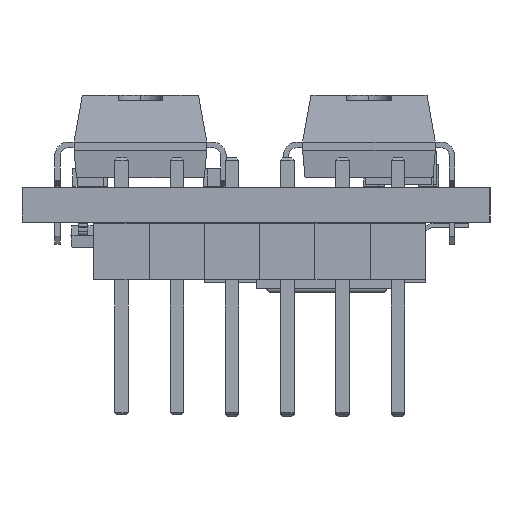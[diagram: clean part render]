
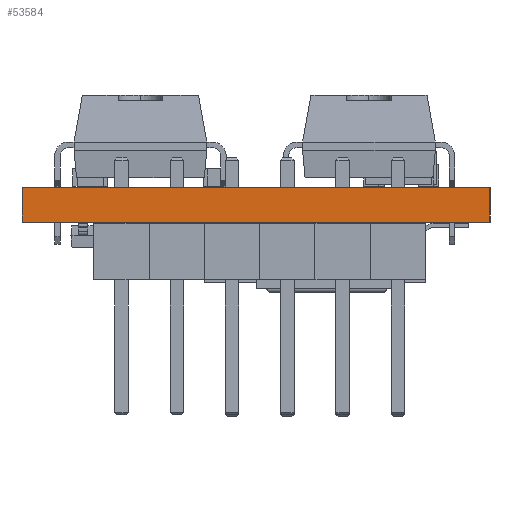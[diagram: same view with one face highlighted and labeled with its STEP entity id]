
A CAD part, left-side view. The second image highlights one B-rep face of the part: STEP entity #53584.
In plain terms, the highlighted planar face has unit normal (-1, 0, 0).
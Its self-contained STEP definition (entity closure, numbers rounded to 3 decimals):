
#53584 = ADVANCED_FACE('',(#53585),#53599,.F.);
#53585 = FACE_BOUND('',#53586,.F.);
#53586 = EDGE_LOOP('',(#53587,#53622,#53650,#53678));
#53587 = ORIENTED_EDGE('',*,*,#53588,.T.);
#53588 = EDGE_CURVE('',#53589,#53591,#53593,.T.);
#53589 = VERTEX_POINT('',#53590);
#53590 = CARTESIAN_POINT('',(149.5,-53.75,0.));
#53591 = VERTEX_POINT('',#53592);
#53592 = CARTESIAN_POINT('',(149.5,-53.75,1.6));
#53593 = SURFACE_CURVE('',#53594,(#53598,#53610),.PCURVE_S1.);
#53594 = LINE('',#53595,#53596);
#53595 = CARTESIAN_POINT('',(149.5,-53.75,0.));
#53596 = VECTOR('',#53597,1.);
#53597 = DIRECTION('',(0.,0.,1.));
#53598 = PCURVE('',#53599,#53604);
#53599 = PLANE('',#53600);
#53600 = AXIS2_PLACEMENT_3D('',#53601,#53602,#53603);
#53601 = CARTESIAN_POINT('',(149.5,-53.75,0.));
#53602 = DIRECTION('',(1.,0.,0.));
#53603 = DIRECTION('',(0.,-1.,0.));
#53604 = DEFINITIONAL_REPRESENTATION('',(#53605),#53609);
#53605 = LINE('',#53606,#53607);
#53606 = CARTESIAN_POINT('',(0.,0.));
#53607 = VECTOR('',#53608,1.);
#53608 = DIRECTION('',(0.,-1.));
#53609 = ( GEOMETRIC_REPRESENTATION_CONTEXT(2) 
PARAMETRIC_REPRESENTATION_CONTEXT() REPRESENTATION_CONTEXT('2D SPACE',''
  ) );
#53610 = PCURVE('',#53611,#53616);
#53611 = PLANE('',#53612);
#53612 = AXIS2_PLACEMENT_3D('',#53613,#53614,#53615);
#53613 = CARTESIAN_POINT('',(175.,-53.75,0.));
#53614 = DIRECTION('',(0.,-1.,0.));
#53615 = DIRECTION('',(-1.,0.,0.));
#53616 = DEFINITIONAL_REPRESENTATION('',(#53617),#53621);
#53617 = LINE('',#53618,#53619);
#53618 = CARTESIAN_POINT('',(25.5,0.));
#53619 = VECTOR('',#53620,1.);
#53620 = DIRECTION('',(0.,-1.));
#53621 = ( GEOMETRIC_REPRESENTATION_CONTEXT(2) 
PARAMETRIC_REPRESENTATION_CONTEXT() REPRESENTATION_CONTEXT('2D SPACE',''
  ) );
#53622 = ORIENTED_EDGE('',*,*,#53623,.T.);
#53623 = EDGE_CURVE('',#53591,#53624,#53626,.T.);
#53624 = VERTEX_POINT('',#53625);
#53625 = CARTESIAN_POINT('',(149.5,-75.25,1.6));
#53626 = SURFACE_CURVE('',#53627,(#53631,#53638),.PCURVE_S1.);
#53627 = LINE('',#53628,#53629);
#53628 = CARTESIAN_POINT('',(149.5,-53.75,1.6));
#53629 = VECTOR('',#53630,1.);
#53630 = DIRECTION('',(0.,-1.,0.));
#53631 = PCURVE('',#53599,#53632);
#53632 = DEFINITIONAL_REPRESENTATION('',(#53633),#53637);
#53633 = LINE('',#53634,#53635);
#53634 = CARTESIAN_POINT('',(0.,-1.6));
#53635 = VECTOR('',#53636,1.);
#53636 = DIRECTION('',(1.,0.));
#53637 = ( GEOMETRIC_REPRESENTATION_CONTEXT(2) 
PARAMETRIC_REPRESENTATION_CONTEXT() REPRESENTATION_CONTEXT('2D SPACE',''
  ) );
#53638 = PCURVE('',#53639,#53644);
#53639 = PLANE('',#53640);
#53640 = AXIS2_PLACEMENT_3D('',#53641,#53642,#53643);
#53641 = CARTESIAN_POINT('',(162.25,-64.5,1.6));
#53642 = DIRECTION('',(0.,0.,1.));
#53643 = DIRECTION('',(1.,0.,0.));
#53644 = DEFINITIONAL_REPRESENTATION('',(#53645),#53649);
#53645 = LINE('',#53646,#53647);
#53646 = CARTESIAN_POINT('',(-12.75,10.75));
#53647 = VECTOR('',#53648,1.);
#53648 = DIRECTION('',(0.,-1.));
#53649 = ( GEOMETRIC_REPRESENTATION_CONTEXT(2) 
PARAMETRIC_REPRESENTATION_CONTEXT() REPRESENTATION_CONTEXT('2D SPACE',''
  ) );
#53650 = ORIENTED_EDGE('',*,*,#53651,.F.);
#53651 = EDGE_CURVE('',#53652,#53624,#53654,.T.);
#53652 = VERTEX_POINT('',#53653);
#53653 = CARTESIAN_POINT('',(149.5,-75.25,0.));
#53654 = SURFACE_CURVE('',#53655,(#53659,#53666),.PCURVE_S1.);
#53655 = LINE('',#53656,#53657);
#53656 = CARTESIAN_POINT('',(149.5,-75.25,0.));
#53657 = VECTOR('',#53658,1.);
#53658 = DIRECTION('',(0.,0.,1.));
#53659 = PCURVE('',#53599,#53660);
#53660 = DEFINITIONAL_REPRESENTATION('',(#53661),#53665);
#53661 = LINE('',#53662,#53663);
#53662 = CARTESIAN_POINT('',(21.5,0.));
#53663 = VECTOR('',#53664,1.);
#53664 = DIRECTION('',(0.,-1.));
#53665 = ( GEOMETRIC_REPRESENTATION_CONTEXT(2) 
PARAMETRIC_REPRESENTATION_CONTEXT() REPRESENTATION_CONTEXT('2D SPACE',''
  ) );
#53666 = PCURVE('',#53667,#53672);
#53667 = PLANE('',#53668);
#53668 = AXIS2_PLACEMENT_3D('',#53669,#53670,#53671);
#53669 = CARTESIAN_POINT('',(149.5,-75.25,0.));
#53670 = DIRECTION('',(0.,1.,0.));
#53671 = DIRECTION('',(1.,0.,0.));
#53672 = DEFINITIONAL_REPRESENTATION('',(#53673),#53677);
#53673 = LINE('',#53674,#53675);
#53674 = CARTESIAN_POINT('',(0.,0.));
#53675 = VECTOR('',#53676,1.);
#53676 = DIRECTION('',(0.,-1.));
#53677 = ( GEOMETRIC_REPRESENTATION_CONTEXT(2) 
PARAMETRIC_REPRESENTATION_CONTEXT() REPRESENTATION_CONTEXT('2D SPACE',''
  ) );
#53678 = ORIENTED_EDGE('',*,*,#53679,.F.);
#53679 = EDGE_CURVE('',#53589,#53652,#53680,.T.);
#53680 = SURFACE_CURVE('',#53681,(#53685,#53692),.PCURVE_S1.);
#53681 = LINE('',#53682,#53683);
#53682 = CARTESIAN_POINT('',(149.5,-53.75,0.));
#53683 = VECTOR('',#53684,1.);
#53684 = DIRECTION('',(0.,-1.,0.));
#53685 = PCURVE('',#53599,#53686);
#53686 = DEFINITIONAL_REPRESENTATION('',(#53687),#53691);
#53687 = LINE('',#53688,#53689);
#53688 = CARTESIAN_POINT('',(0.,0.));
#53689 = VECTOR('',#53690,1.);
#53690 = DIRECTION('',(1.,0.));
#53691 = ( GEOMETRIC_REPRESENTATION_CONTEXT(2) 
PARAMETRIC_REPRESENTATION_CONTEXT() REPRESENTATION_CONTEXT('2D SPACE',''
  ) );
#53692 = PCURVE('',#53693,#53698);
#53693 = PLANE('',#53694);
#53694 = AXIS2_PLACEMENT_3D('',#53695,#53696,#53697);
#53695 = CARTESIAN_POINT('',(162.25,-64.5,0.));
#53696 = DIRECTION('',(0.,0.,1.));
#53697 = DIRECTION('',(1.,0.,0.));
#53698 = DEFINITIONAL_REPRESENTATION('',(#53699),#53703);
#53699 = LINE('',#53700,#53701);
#53700 = CARTESIAN_POINT('',(-12.75,10.75));
#53701 = VECTOR('',#53702,1.);
#53702 = DIRECTION('',(0.,-1.));
#53703 = ( GEOMETRIC_REPRESENTATION_CONTEXT(2) 
PARAMETRIC_REPRESENTATION_CONTEXT() REPRESENTATION_CONTEXT('2D SPACE',''
  ) );
